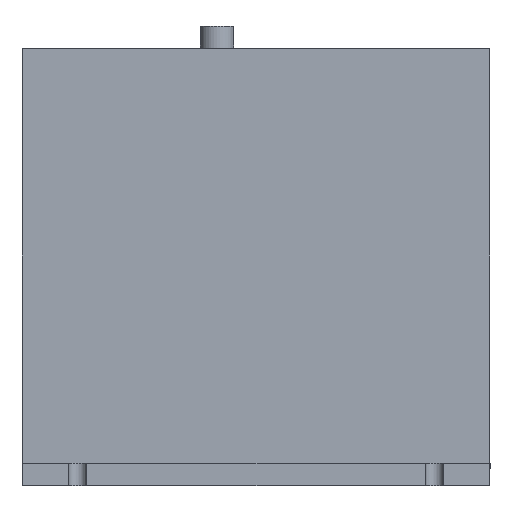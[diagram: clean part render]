
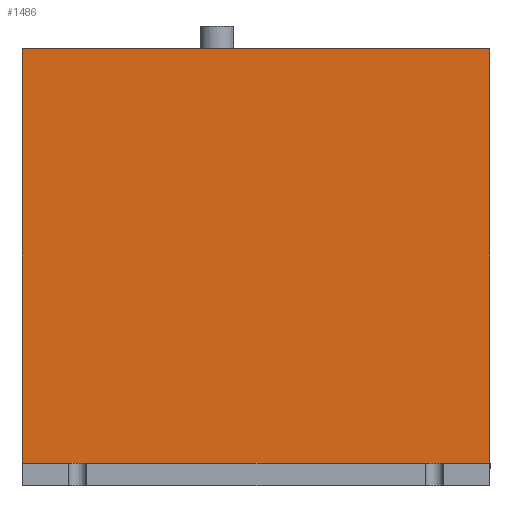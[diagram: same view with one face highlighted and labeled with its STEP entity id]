
A CAD part, front view. The second image highlights one B-rep face of the part: STEP entity #1486.
In plain terms, the highlighted planar face has unit normal (0, -1, 0).
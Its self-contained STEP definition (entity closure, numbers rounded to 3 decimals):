
#14 = DIRECTION ( 'NONE',  ( 0., 0., 1. ) ) ;
#81 = EDGE_CURVE ( 'NONE', #1792, #898, #488, .T. ) ;
#258 = ORIENTED_EDGE ( 'NONE', *, *, #1096, .F. ) ;
#273 = CARTESIAN_POINT ( 'NONE',  ( -105., -157.5, 10. ) ) ;
#430 = VECTOR ( 'NONE', #480, 1000. ) ;
#480 = DIRECTION ( 'NONE',  ( -1., 0., 0. ) ) ;
#488 = LINE ( 'NONE', #1026, #520 ) ;
#520 = VECTOR ( 'NONE', #2015, 1000. ) ;
#528 = EDGE_CURVE ( 'NONE', #898, #1311, #1413, .T. ) ;
#556 = VERTEX_POINT ( 'NONE', #1593 ) ;
#597 = PLANE ( 'NONE',  #2331 ) ;
#677 = ORIENTED_EDGE ( 'NONE', *, *, #528, .T. ) ;
#730 = ORIENTED_EDGE ( 'NONE', *, *, #81, .T. ) ;
#898 = VERTEX_POINT ( 'NONE', #1349 ) ;
#993 = VECTOR ( 'NONE', #1750, 1000. ) ;
#1026 = CARTESIAN_POINT ( 'NONE',  ( 105., -157.5, -212.132 ) ) ;
#1096 = EDGE_CURVE ( 'NONE', #556, #1311, #2345, .T. ) ;
#1295 = CARTESIAN_POINT ( 'NONE',  ( 105., -157.5, 10. ) ) ;
#1311 = VERTEX_POINT ( 'NONE', #2027 ) ;
#1349 = CARTESIAN_POINT ( 'NONE',  ( 105., -157.5, 196. ) ) ;
#1354 = VECTOR ( 'NONE', #1818, 1000. ) ;
#1373 = LINE ( 'NONE', #273, #993 ) ;
#1413 = LINE ( 'NONE', #1957, #430 ) ;
#1486 = ADVANCED_FACE ( 'NONE', ( #2317 ), #597, .F. ) ;
#1520 = EDGE_CURVE ( 'NONE', #1792, #556, #1373, .T. ) ;
#1593 = CARTESIAN_POINT ( 'NONE',  ( -105., -157.5, 10. ) ) ;
#1638 = CARTESIAN_POINT ( 'NONE',  ( -105., -157.5, -212.132 ) ) ;
#1750 = DIRECTION ( 'NONE',  ( -1., 0., 0. ) ) ;
#1792 = VERTEX_POINT ( 'NONE', #1295 ) ;
#1818 = DIRECTION ( 'NONE',  ( 0., 0., 1. ) ) ;
#1957 = CARTESIAN_POINT ( 'NONE',  ( -105., -157.5, 196. ) ) ;
#2015 = DIRECTION ( 'NONE',  ( 0., 0., 1. ) ) ;
#2027 = CARTESIAN_POINT ( 'NONE',  ( -105., -157.5, 196. ) ) ;
#2082 = CARTESIAN_POINT ( 'NONE',  ( -105., -157.5, -212.132 ) ) ;
#2101 = DIRECTION ( 'NONE',  ( 0., 1., 0. ) ) ;
#2306 = EDGE_LOOP ( 'NONE', ( #730, #677, #258, #2417 ) ) ;
#2317 = FACE_OUTER_BOUND ( 'NONE', #2306, .T. ) ;
#2331 = AXIS2_PLACEMENT_3D ( 'NONE', #2082, #2101, #14 ) ;
#2345 = LINE ( 'NONE', #1638, #1354 ) ;
#2417 = ORIENTED_EDGE ( 'NONE', *, *, #1520, .F. ) ;
